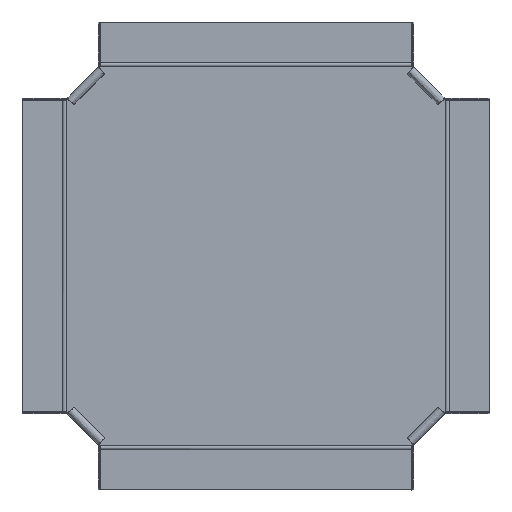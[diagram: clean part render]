
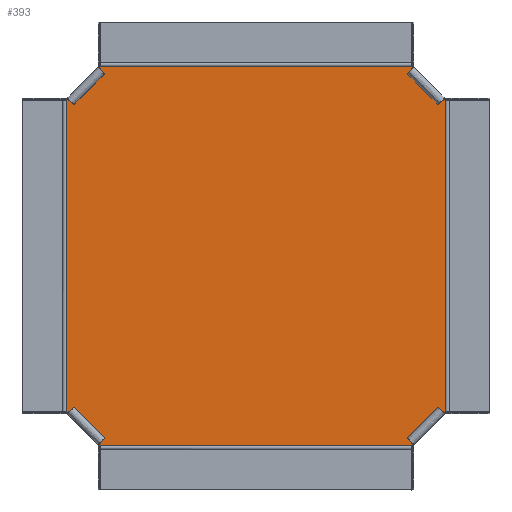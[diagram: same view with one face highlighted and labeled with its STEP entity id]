
A CAD part, top view. The second image highlights one B-rep face of the part: STEP entity #393.
In plain terms, the highlighted planar face has unit normal (0, 0, 1).
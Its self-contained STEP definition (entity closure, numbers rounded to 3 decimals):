
#393=ADVANCED_FACE('',(#827),#6414,.T.);
#827=FACE_OUTER_BOUND('',#1261,.T.);
#1261=EDGE_LOOP('',(#3054,#3055,#3056,#3057,#3058,#3059,#3060,#3061,#3062,
#3063,#3064,#3065,#3066,#3067,#3068,#3069));
#3054=ORIENTED_EDGE('',*,*,#4252,.F.);
#3055=ORIENTED_EDGE('',*,*,#4251,.F.);
#3056=ORIENTED_EDGE('',*,*,#4239,.F.);
#3057=ORIENTED_EDGE('',*,*,#4328,.F.);
#3058=ORIENTED_EDGE('',*,*,#4250,.F.);
#3059=ORIENTED_EDGE('',*,*,#4249,.F.);
#3060=ORIENTED_EDGE('',*,*,#4248,.F.);
#3061=ORIENTED_EDGE('',*,*,#4317,.F.);
#3062=ORIENTED_EDGE('',*,*,#4247,.F.);
#3063=ORIENTED_EDGE('',*,*,#4246,.F.);
#3064=ORIENTED_EDGE('',*,*,#4245,.F.);
#3065=ORIENTED_EDGE('',*,*,#4269,.F.);
#3066=ORIENTED_EDGE('',*,*,#4244,.F.);
#3067=ORIENTED_EDGE('',*,*,#4243,.F.);
#3068=ORIENTED_EDGE('',*,*,#4242,.F.);
#3069=ORIENTED_EDGE('',*,*,#4253,.F.);
#4239=EDGE_CURVE('',#5942,#5941,#5317,.T.);
#4242=EDGE_CURVE('',#5945,#5946,#5320,.T.);
#4243=EDGE_CURVE('',#5946,#5947,#5321,.T.);
#4244=EDGE_CURVE('',#5947,#5948,#5322,.T.);
#4245=EDGE_CURVE('',#5949,#5950,#5323,.T.);
#4246=EDGE_CURVE('',#5950,#5951,#5324,.T.);
#4247=EDGE_CURVE('',#5951,#5952,#5325,.T.);
#4248=EDGE_CURVE('',#5953,#5954,#5326,.T.);
#4249=EDGE_CURVE('',#5954,#5955,#5327,.T.);
#4250=EDGE_CURVE('',#5955,#5956,#5328,.T.);
#4251=EDGE_CURVE('',#5941,#5957,#5329,.T.);
#4252=EDGE_CURVE('',#5957,#5944,#5330,.T.);
#4253=EDGE_CURVE('',#5944,#5945,#5331,.T.);
#4269=EDGE_CURVE('',#5948,#5949,#5347,.T.);
#4317=EDGE_CURVE('',#5952,#5953,#5379,.T.);
#4328=EDGE_CURVE('',#5956,#5942,#5388,.T.);
#5317=B_SPLINE_CURVE_WITH_KNOTS('',1,(#13144,#13145),.UNSPECIFIED.,.F.,
 .F.,(2,2),(-2.,0.),.UNSPECIFIED.);
#5320=B_SPLINE_CURVE_WITH_KNOTS('',1,(#13150,#13151),.UNSPECIFIED.,.F.,
 .F.,(2,2),(-2.,0.),.UNSPECIFIED.);
#5321=B_SPLINE_CURVE_WITH_KNOTS('',1,(#13152,#13153),.UNSPECIFIED.,.F.,
 .F.,(2,2),(0.,400.),.UNSPECIFIED.);
#5322=B_SPLINE_CURVE_WITH_KNOTS('',1,(#13154,#13155),.UNSPECIFIED.,.F.,
 .F.,(2,2),(0.,2.),.UNSPECIFIED.);
#5323=B_SPLINE_CURVE_WITH_KNOTS('',1,(#13156,#13157),.UNSPECIFIED.,.F.,
 .F.,(2,2),(-2.,0.),.UNSPECIFIED.);
#5324=B_SPLINE_CURVE_WITH_KNOTS('',1,(#13158,#13159),.UNSPECIFIED.,.F.,
 .F.,(2,2),(0.,400.),.UNSPECIFIED.);
#5325=B_SPLINE_CURVE_WITH_KNOTS('',1,(#13160,#13161),.UNSPECIFIED.,.F.,
 .F.,(2,2),(0.,2.),.UNSPECIFIED.);
#5326=B_SPLINE_CURVE_WITH_KNOTS('',1,(#13162,#13163),.UNSPECIFIED.,.F.,
 .F.,(2,2),(-2.,0.),.UNSPECIFIED.);
#5327=B_SPLINE_CURVE_WITH_KNOTS('',1,(#13164,#13165),.UNSPECIFIED.,.F.,
 .F.,(2,2),(0.,400.),.UNSPECIFIED.);
#5328=B_SPLINE_CURVE_WITH_KNOTS('',1,(#13166,#13167),.UNSPECIFIED.,.F.,
 .F.,(2,2),(0.,2.),.UNSPECIFIED.);
#5329=B_SPLINE_CURVE_WITH_KNOTS('',1,(#13168,#13169),.UNSPECIFIED.,.F.,
 .F.,(2,2),(0.,400.),.UNSPECIFIED.);
#5330=B_SPLINE_CURVE_WITH_KNOTS('',1,(#13170,#13171),.UNSPECIFIED.,.F.,
 .F.,(2,2),(0.,2.),.UNSPECIFIED.);
#5331=B_SPLINE_CURVE_WITH_KNOTS('',1,(#13172,#13173),.UNSPECIFIED.,.F.,
 .F.,(2,2),(-57.631,0.),.UNSPECIFIED.);
#5347=B_SPLINE_CURVE_WITH_KNOTS('',1,(#13204,#13205),.UNSPECIFIED.,.F.,
 .F.,(2,2),(-57.631,0.),.UNSPECIFIED.);
#5379=B_SPLINE_CURVE_WITH_KNOTS('',1,(#13320,#13321),.UNSPECIFIED.,.F.,
 .F.,(2,2),(-57.631,0.),.UNSPECIFIED.);
#5388=B_SPLINE_CURVE_WITH_KNOTS('',1,(#13344,#13345),.UNSPECIFIED.,.F.,
 .F.,(2,2),(-57.631,0.),.UNSPECIFIED.);
#5941=VERTEX_POINT('',#13018);
#5942=VERTEX_POINT('',#13019);
#5944=VERTEX_POINT('',#13021);
#5945=VERTEX_POINT('',#13022);
#5946=VERTEX_POINT('',#13023);
#5947=VERTEX_POINT('',#13024);
#5948=VERTEX_POINT('',#13025);
#5949=VERTEX_POINT('',#13026);
#5950=VERTEX_POINT('',#13027);
#5951=VERTEX_POINT('',#13028);
#5952=VERTEX_POINT('',#13029);
#5953=VERTEX_POINT('',#13030);
#5954=VERTEX_POINT('',#13031);
#5955=VERTEX_POINT('',#13032);
#5956=VERTEX_POINT('',#13033);
#5957=VERTEX_POINT('',#13034);
#6414=PLANE('',#6721);
#6721=AXIS2_PLACEMENT_3D('',#12539,#6993,$);
#6993=DIRECTION('',(0.,0.,1.));
#12539=CARTESIAN_POINT('',(-292.32,592.4,1.25));
#13018=CARTESIAN_POINT('',(-200.,542.832,1.25));
#13019=CARTESIAN_POINT('',(-200.,540.832,1.25));
#13021=CARTESIAN_POINT('',(200.,540.832,1.25));
#13022=CARTESIAN_POINT('',(240.752,500.08,1.25));
#13023=CARTESIAN_POINT('',(242.752,500.08,1.25));
#13024=CARTESIAN_POINT('',(242.752,100.08,1.25));
#13025=CARTESIAN_POINT('',(240.752,100.08,1.25));
#13026=CARTESIAN_POINT('',(200.,59.328,1.25));
#13027=CARTESIAN_POINT('',(200.,57.328,1.25));
#13028=CARTESIAN_POINT('',(-200.,57.328,1.25));
#13029=CARTESIAN_POINT('',(-200.,59.328,1.25));
#13030=CARTESIAN_POINT('',(-240.752,100.08,1.25));
#13031=CARTESIAN_POINT('',(-242.752,100.08,1.25));
#13032=CARTESIAN_POINT('',(-242.752,500.08,1.25));
#13033=CARTESIAN_POINT('',(-240.752,500.08,1.25));
#13034=CARTESIAN_POINT('',(200.,542.832,1.25));
#13144=CARTESIAN_POINT('',(-200.,540.832,1.25));
#13145=CARTESIAN_POINT('',(-200.,542.832,1.25));
#13150=CARTESIAN_POINT('',(240.752,500.08,1.25));
#13151=CARTESIAN_POINT('',(242.752,500.08,1.25));
#13152=CARTESIAN_POINT('',(242.752,500.08,1.25));
#13153=CARTESIAN_POINT('',(242.752,100.08,1.25));
#13154=CARTESIAN_POINT('',(242.752,100.08,1.25));
#13155=CARTESIAN_POINT('',(240.752,100.08,1.25));
#13156=CARTESIAN_POINT('',(200.,59.328,1.25));
#13157=CARTESIAN_POINT('',(200.,57.328,1.25));
#13158=CARTESIAN_POINT('',(200.,57.328,1.25));
#13159=CARTESIAN_POINT('',(-200.,57.328,1.25));
#13160=CARTESIAN_POINT('',(-200.,57.328,1.25));
#13161=CARTESIAN_POINT('',(-200.,59.328,1.25));
#13162=CARTESIAN_POINT('',(-240.752,100.08,1.25));
#13163=CARTESIAN_POINT('',(-242.752,100.08,1.25));
#13164=CARTESIAN_POINT('',(-242.752,100.08,1.25));
#13165=CARTESIAN_POINT('',(-242.752,500.08,1.25));
#13166=CARTESIAN_POINT('',(-242.752,500.08,1.25));
#13167=CARTESIAN_POINT('',(-240.752,500.08,1.25));
#13168=CARTESIAN_POINT('',(-200.,542.832,1.25));
#13169=CARTESIAN_POINT('',(200.,542.832,1.25));
#13170=CARTESIAN_POINT('',(200.,542.832,1.25));
#13171=CARTESIAN_POINT('',(200.,540.832,1.25));
#13172=CARTESIAN_POINT('',(200.,540.832,1.25));
#13173=CARTESIAN_POINT('',(240.752,500.08,1.25));
#13204=CARTESIAN_POINT('',(240.752,100.08,1.25));
#13205=CARTESIAN_POINT('',(200.,59.328,1.25));
#13320=CARTESIAN_POINT('',(-200.,59.328,1.25));
#13321=CARTESIAN_POINT('',(-240.752,100.08,1.25));
#13344=CARTESIAN_POINT('',(-240.752,500.08,1.25));
#13345=CARTESIAN_POINT('',(-200.,540.832,1.25));
